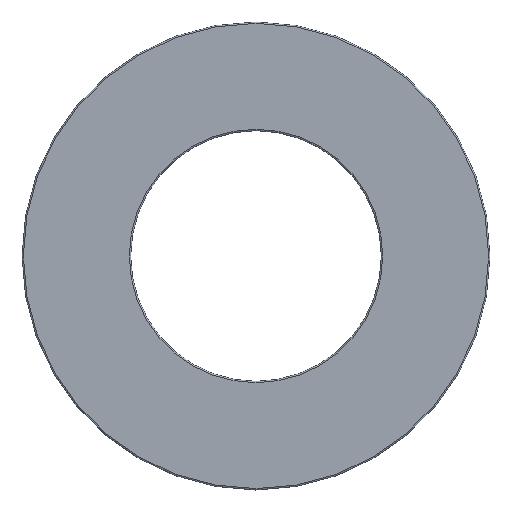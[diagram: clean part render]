
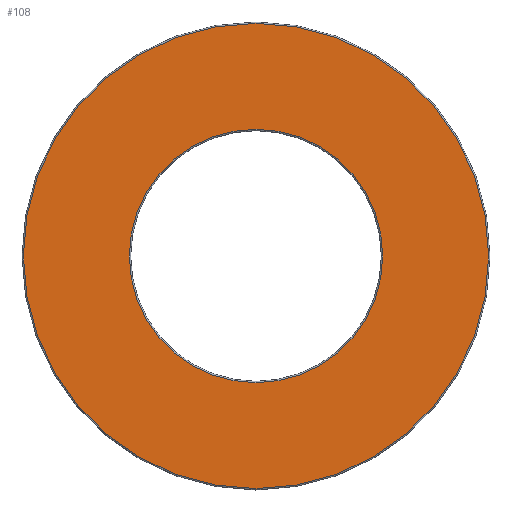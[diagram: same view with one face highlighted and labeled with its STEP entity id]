
A CAD part, top view. The second image highlights one B-rep face of the part: STEP entity #108.
In plain terms, the highlighted planar face has unit normal (0, 0, 1).
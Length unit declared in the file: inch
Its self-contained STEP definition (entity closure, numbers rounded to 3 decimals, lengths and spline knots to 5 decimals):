
#13=PLANE($,#127);
#23=FACE_BOUND($,#47,.T.);
#31=FACE_OUTER_BOUND($,#46,.T.);
#46=EDGE_LOOP($,(#86));
#47=EDGE_LOOP($,(#87));
#53=CIRCLE($,#120,0.87);
#54=CIRCLE($,#122,0.47375);
#61=VERTEX_POINT($,#176);
#62=VERTEX_POINT($,#179);
#69=EDGE_CURVE($,#61,#61,#53,.T.);
#70=EDGE_CURVE($,#62,#62,#54,.T.);
#86=ORIENTED_EDGE($,*,*,#69,.T.);
#87=ORIENTED_EDGE($,*,*,#70,.T.);
#108=ADVANCED_FACE($,(#31,#23),#13,.T.);
#120=AXIS2_PLACEMENT_3D($,#177,#146,#147);
#122=AXIS2_PLACEMENT_3D($,#180,#150,#151);
#127=AXIS2_PLACEMENT_3D($,#186,#160,#161);
#146=DIRECTION('center_axis',(0.,0.,1.));
#147=DIRECTION('ref_axis',(1.,0.,0.));
#150=DIRECTION('center_axis',(0.,0.,-1.));
#151=DIRECTION('ref_axis',(1.,0.,0.));
#160=DIRECTION('center_axis',(0.,0.,1.));
#161=DIRECTION('ref_axis',(1.,0.,0.));
#176=CARTESIAN_POINT('',(0.87,0.,0.));
#177=CARTESIAN_POINT('Origin',(0.,0.,0.));
#179=CARTESIAN_POINT('',(0.47375,0.,0.));
#180=CARTESIAN_POINT('Origin',(0.,0.,0.));
#186=CARTESIAN_POINT('Origin',(0.,0.,0.));
